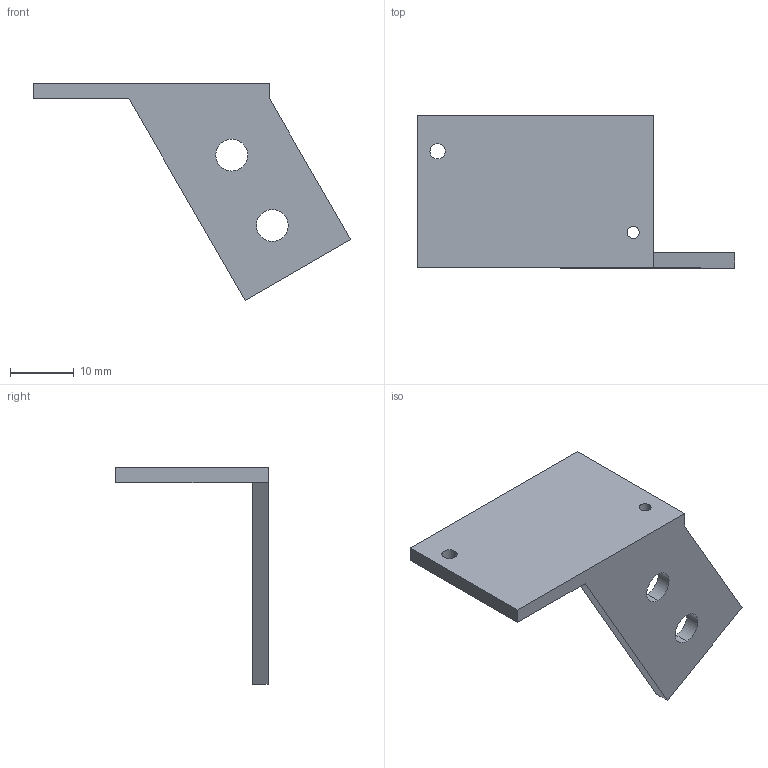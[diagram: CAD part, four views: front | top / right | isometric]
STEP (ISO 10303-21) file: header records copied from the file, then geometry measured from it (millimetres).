
FILE_DESCRIPTION (( 'STEP AP214' ), '1' );
FILE_NAME ('Inner Camera Mount reverse.STEP', '2024-03-16T16:47:12', ( '' ), ( '' ), 'SwSTEP 2.0', 'SolidWorks 2022', '' );
FILE_SCHEMA (( 'AUTOMOTIVE_DESIGN' ));
Length unit declared in the file: inch
Products named in the file (1): Inner Camera Mount reverse
Bounding box: 49.66 x 23.78 x 33.9 mm (x, y, z)
Volume: 3384.4 mm3; surface area: 3378.5 mm2
Topology: 1 solids, 1 shells, 18 faces, 47 edges, 31 vertices
Faces by surface type: plane 10, cylinder 8
Entity records: 615 total; most frequent: DIRECTION 101, CARTESIAN_POINT 97, ORIENTED_EDGE 94, EDGE_CURVE 47, AXIS2_PLACEMENT_3D 35, LINE 31, VERTEX_POINT 31, VECTOR 31
